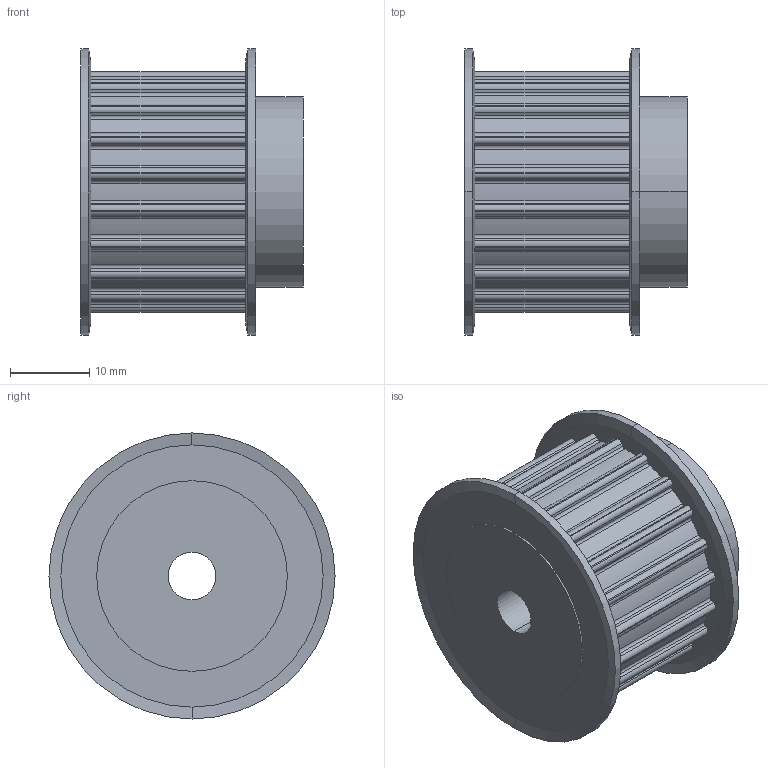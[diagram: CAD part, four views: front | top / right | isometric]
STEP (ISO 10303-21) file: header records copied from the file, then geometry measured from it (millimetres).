
FILE_DESCRIPTION(('STEP AP214'),'1');
FILE_NAME('cctmp_0BF14002-DD19-4295-ADC3-EEBBA082C4FE_2021_1_7_11_36_7_340..stp','2021-01-07T10:36:07',('Mulco-Europe EWIV'),('CADClick - www.CADClick.com'),'Spatial InterOp 3D',' ','unknown authorization');
FILE_SCHEMA(('AUTOMOTIVE_DESIGN'));
Length unit declared in the file: millimetre
Products named in the file (1): 2021_01_07__11-36-07-325
Bounding box: 28 x 36 x 36 mm (x, y, z)
Volume: 17158.6 mm3; surface area: 6168 mm2
Topology: 1 solids, 1 shells, 184 faces, 526 edges, 348 vertices
Faces by surface type: cylinder 130, plane 46, cone 8
Entity records: 7634 total; most frequent: DIRECTION 1164, CARTESIAN_POINT 1059, ORIENTED_EDGE 1052, EDGE_CURVE 526, AXIS2_PLACEMENT_3D 453, VERTEX_POINT 348, CIRCLE 268, LINE 258
